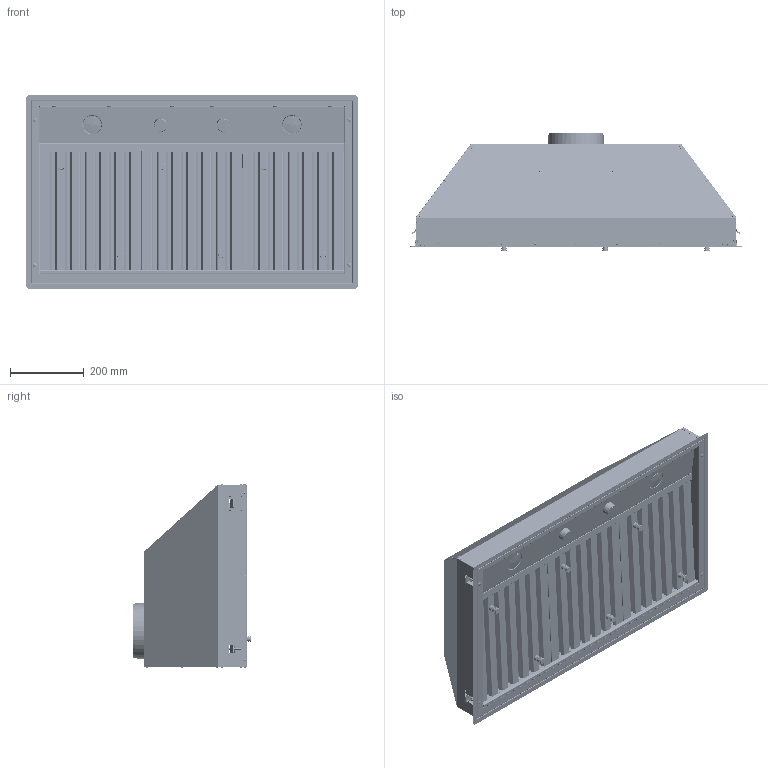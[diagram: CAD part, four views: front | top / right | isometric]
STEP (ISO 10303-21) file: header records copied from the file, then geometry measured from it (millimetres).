
FILE_DESCRIPTION((''),'2;1');
FILE_NAME('35B_733_ASM','2017-05-11T',('MN049'),(''),'PRO/ENGINEER BY PARAMETRIC TECHNOLOGY CORPORATION, 2014200','PRO/ENGINEER BY PARAMETRIC TECHNOLOGY CORPORATION, 2014200','');
FILE_SCHEMA(('CONFIG_CONTROL_DESIGN'));
Products named in the file (37): 35B_001; 35B_007; 35B_013; 35B_040; 35B_025; RVT_003; 35B_706_ASM; 35B_022; G05_013; 35B_703_ASM; 35B_727_ASM; CMM_029; CME_FARETTO_220V; 35B_799_ASM; 35B_790_ASM; 178_055; 178_056; 178_059; 178_053; 178_054; 178_702_ASM; 35B_057; SCR_011; 350_044; G05_010; G05_027; G05_026; CMM_030; G05_717_ASM; 35B_049_G; 35B_052; SCR_004; G05_004; A32_008; G05_712_ASM; 35B_713_ASM; 35B_733_ASM
Assembly tree (126 placements, depth 6):
  35B_733_ASM
    35B_713_ASM
      35B_706_ASM
        35B_001
        35B_007
        35B_013
        35B_040
        35B_025
        RVT_003  x44
      35B_790_ASM
        35B_727_ASM
          35B_703_ASM
            35B_022
            G05_013
        CMM_029  x2
        35B_799_ASM  x2
          CME_FARETTO_220V
      178_702_ASM  x4
        178_055
        178_056
        178_059
        178_053
        178_054
      35B_057
      SCR_011  x16
      350_044  x10
      G05_010
      G05_717_ASM  x3
        G05_027
        G05_026
        CMM_030
      35B_049_G  x2
      35B_052  x2
      SCR_004  x14
      G05_712_ASM
        G05_004
        A32_008
Bounding box: 901.5 x 320.41 x 525.04 mm (x, y, z)
Volume: 1590468 mm3; surface area: 4448505.3 mm2
Topology: 135 solids, 135 shells, 8890 faces, 22668 edges, 14156 vertices
Faces by surface type: plane 5267, cylinder 2506, torus 404, cone 382, sphere 172, bspline 159
Entity records: 124471 total; most frequent: CARTESIAN_POINT 33269, DIRECTION 19763, ORIENTED_EDGE 18266, EDGE_CURVE 9133, AXIS2_PLACEMENT_3D 7175, VERTEX_POINT 5682, VECTOR 5413, LINE 5413
